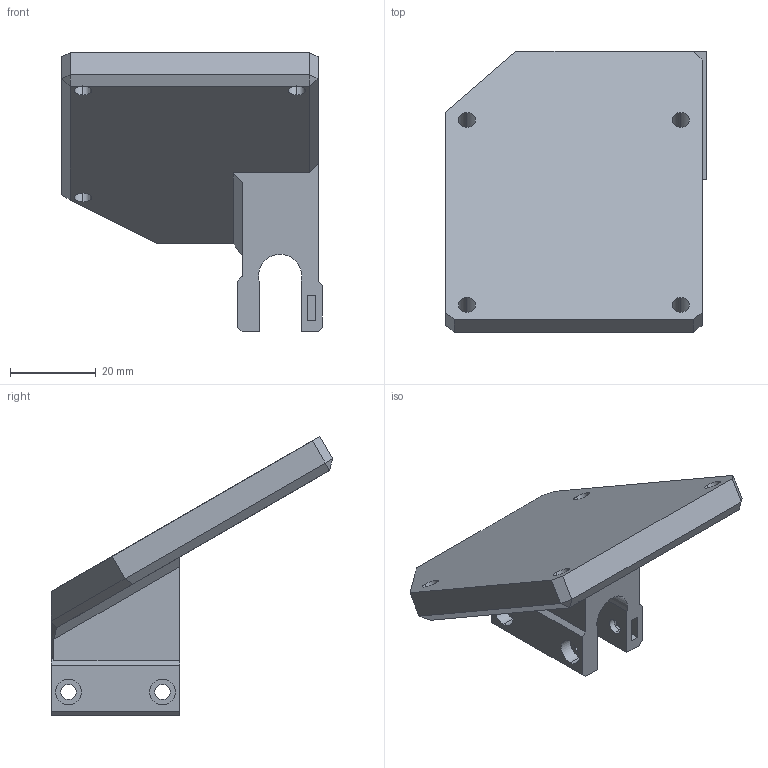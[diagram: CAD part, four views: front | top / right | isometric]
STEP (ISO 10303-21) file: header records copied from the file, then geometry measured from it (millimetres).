
FILE_DESCRIPTION (( 'STEP AP214' ), '1' );
FILE_NAME ('PH2 Prusa MK4 Paneldue Mount.STEP', '2024-12-03T14:39:26', ( '' ), ( '' ), 'SwSTEP 2.0', 'SolidWorks 2024', '' );
FILE_SCHEMA (( 'AUTOMOTIVE_DESIGN' ));
Length unit declared in the file: millimetre
Products named in the file (1): PH2 Prusa MK4 Paneldue Mount
Bounding box: 61 x 65.79 x 65.25 mm (x, y, z)
Volume: 43996 mm3; surface area: 14509.1 mm2
Topology: 1 solids, 1 shells, 70 faces, 182 edges, 117 vertices
Faces by surface type: plane 44, cylinder 25, bspline 1
Entity records: 2189 total; most frequent: CARTESIAN_POINT 375, DIRECTION 370, ORIENTED_EDGE 364, EDGE_CURVE 182, LINE 130, VECTOR 130, AXIS2_PLACEMENT_3D 120, VERTEX_POINT 117
